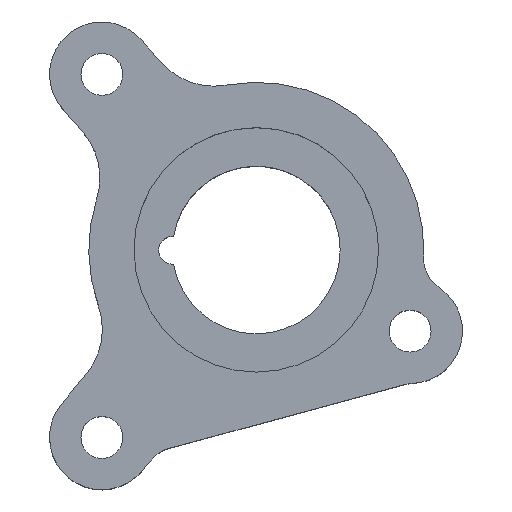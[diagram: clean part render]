
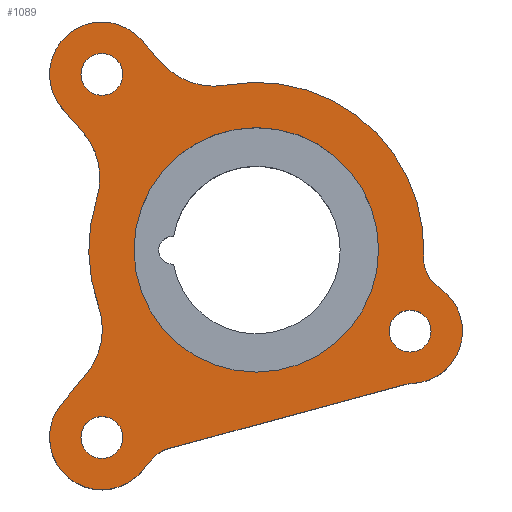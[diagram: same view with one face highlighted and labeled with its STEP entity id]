
A CAD part, top view. The second image highlights one B-rep face of the part: STEP entity #1089.
In plain terms, the highlighted planar face has unit normal (0, 0, 1).
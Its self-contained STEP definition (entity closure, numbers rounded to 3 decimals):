
#45=CARTESIAN_POINT('',(-12.519,-28.456,0.0));
#46=VERTEX_POINT('',#45);
#47=CARTESIAN_POINT('',(21.198,-19.3,0.0));
#48=VERTEX_POINT('',#47);
#49=CARTESIAN_POINT('',(-12.519,-28.456,0.0));
#50=DIRECTION('',(0.965,0.262,0.0));
#51=VECTOR('',#50,1.0);
#52=LINE('',#49,#51);
#53=EDGE_CURVE('',#46,#48,#52,.T.);
#287=CARTESIAN_POINT('',(-15.069,-30.103,0.0));
#288=VERTEX_POINT('',#287);
#295=CARTESIAN_POINT('',(-16.326,-31.629,0.0));
#296=VERTEX_POINT('',#295);
#297=CARTESIAN_POINT('',(-16.326,-31.629,0.0));
#298=DIRECTION('',(0.636,0.772,0.0));
#299=VECTOR('',#298,1.);
#300=LINE('',#297,#299);
#301=EDGE_CURVE('',#296,#288,#300,.T.);
#545=CARTESIAN_POINT('',(23.978,-1.024,0.0));
#546=VERTEX_POINT('',#545);
#547=CARTESIAN_POINT('',(26.198,-5.396,0.0));
#548=VERTEX_POINT('',#547);
#549=CARTESIAN_POINT('',(28.974,-1.238,0.0));
#550=DIRECTION('',(0.0,0.0,1.0));
#551=DIRECTION('',(-0.999,0.043,0.0));
#552=AXIS2_PLACEMENT_3D('',#549,#550,#551);
#553=CIRCLE('',#552,5.);
#554=EDGE_CURVE('',#546,#548,#553,.T.);
#589=CARTESIAN_POINT('',(22.318,-19.129,0.0));
#590=VERTEX_POINT('',#589);
#605=CARTESIAN_POINT('',(22.034,-11.635,0.));
#606=DIRECTION('',(0.0,0.0,1.0));
#607=DIRECTION('',(0.038,-0.999,0.0));
#608=AXIS2_PLACEMENT_3D('',#605,#606,#607);
#609=CIRCLE('',#608,7.5);
#610=EDGE_CURVE('',#590,#548,#609,.T.);
#620=CARTESIAN_POINT('',(-27.906,-22.095,0.0));
#621=VERTEX_POINT('',#620);
#622=CARTESIAN_POINT('',(-22.116,-26.862,0.0));
#623=DIRECTION('',(0.0,0.0,1.));
#624=DIRECTION('',(-0.772,0.636,0.0));
#625=AXIS2_PLACEMENT_3D('',#622,#623,#624);
#626=CIRCLE('',#625,7.5);
#627=EDGE_CURVE('',#621,#296,#626,.T.);
#653=CARTESIAN_POINT('',(-24.318,-17.737,0.0));
#654=VERTEX_POINT('',#653);
#655=CARTESIAN_POINT('',(-27.906,-22.095,0.0));
#656=DIRECTION('',(0.636,0.772,0.0));
#657=VECTOR('',#656,1.);
#658=LINE('',#655,#657);
#659=EDGE_CURVE('',#621,#654,#658,.T.);
#684=CARTESIAN_POINT('',(-22.615,-8.034,0.0));
#685=VERTEX_POINT('',#684);
#686=CARTESIAN_POINT('',(-32.039,-11.381,0.0));
#687=DIRECTION('',(0.0,0.0,1.0));
#688=DIRECTION('',(0.772,-0.636,0.0));
#689=AXIS2_PLACEMENT_3D('',#686,#687,#688);
#690=CIRCLE('',#689,10.);
#691=EDGE_CURVE('',#654,#685,#690,.T.);
#717=CARTESIAN_POINT('',(-22.866,7.29,0.0));
#718=VERTEX_POINT('',#717);
#719=CARTESIAN_POINT('',(0.,0.,0.0));
#720=DIRECTION('',(0.0,0.0,1.0));
#721=DIRECTION('',(-0.953,0.304,0.0));
#722=AXIS2_PLACEMENT_3D('',#719,#720,#721);
#723=CIRCLE('',#722,24.);
#724=EDGE_CURVE('',#718,#685,#723,.T.);
#750=CARTESIAN_POINT('',(-24.885,16.933,0.0));
#751=VERTEX_POINT('',#750);
#752=CARTESIAN_POINT('',(-32.394,10.328,0.0));
#753=DIRECTION('',(0.0,0.0,1.0));
#754=DIRECTION('',(0.953,-0.304,0.0));
#755=AXIS2_PLACEMENT_3D('',#752,#753,#754);
#756=CIRCLE('',#755,10.);
#757=EDGE_CURVE('',#718,#751,#756,.T.);
#783=CARTESIAN_POINT('',(-27.747,20.186,0.0));
#784=VERTEX_POINT('',#783);
#785=CARTESIAN_POINT('',(-24.885,16.933,0.0));
#786=DIRECTION('',(-0.661,0.751,0.0));
#787=VECTOR('',#786,1.);
#788=LINE('',#785,#787);
#789=EDGE_CURVE('',#751,#784,#788,.T.);
#814=CARTESIAN_POINT('',(-16.485,30.094,0.0));
#815=VERTEX_POINT('',#814);
#816=CARTESIAN_POINT('',(-22.116,25.14,0.0));
#817=DIRECTION('',(0.0,0.0,1.0));
#818=DIRECTION('',(0.751,0.661,0.0));
#819=AXIS2_PLACEMENT_3D('',#816,#817,#818);
#820=CIRCLE('',#819,7.5);
#821=EDGE_CURVE('',#815,#784,#820,.T.);
#847=CARTESIAN_POINT('',(-13.623,26.84,0.0));
#848=VERTEX_POINT('',#847);
#849=CARTESIAN_POINT('',(-13.623,26.84,0.0));
#850=DIRECTION('',(-0.661,0.751,0.0));
#851=VECTOR('',#850,1.);
#852=LINE('',#849,#851);
#853=EDGE_CURVE('',#848,#815,#852,.T.);
#878=CARTESIAN_POINT('',(-4.316,23.609,0.0));
#879=VERTEX_POINT('',#878);
#880=CARTESIAN_POINT('',(-6.115,33.446,0.0));
#881=DIRECTION('',(0.0,0.0,1.));
#882=DIRECTION('',(-0.751,-0.661,0.0));
#883=AXIS2_PLACEMENT_3D('',#880,#881,#882);
#884=CIRCLE('',#883,10.);
#885=EDGE_CURVE('',#848,#879,#884,.T.);
#911=CARTESIAN_POINT('',(0.,0.,0.0));
#912=DIRECTION('',(0.0,0.0,1.0));
#913=DIRECTION('',(0.999,-0.043,0.0));
#914=AXIS2_PLACEMENT_3D('',#911,#912,#913);
#915=CIRCLE('',#914,24.);
#916=EDGE_CURVE('',#546,#879,#915,.T.);
#1010=CARTESIAN_POINT('',(-32.573,-37.712,0.0));
#1011=DIRECTION('',(0.0,0.0,1.0));
#1012=DIRECTION('',(1.0,0.0,0.0));
#1013=AXIS2_PLACEMENT_3D('',#1010,#1011,#1012);
#1014=PLANE('',#1013);
#1015=CARTESIAN_POINT('',(22.508,-24.126,0.));
#1016=DIRECTION('',(0.0,0.0,1.0));
#1017=DIRECTION('',(-0.038,0.999,0.0));
#1018=AXIS2_PLACEMENT_3D('',#1015,#1016,#1017);
#1019=CIRCLE('',#1018,5.);
#1020=EDGE_CURVE('',#590,#48,#1019,.T.);
#1021=ORIENTED_EDGE('',*,*,#1020,.F.);
#1022=ORIENTED_EDGE('',*,*,#610,.T.);
#1023=ORIENTED_EDGE('',*,*,#554,.F.);
#1024=ORIENTED_EDGE('',*,*,#916,.T.);
#1025=ORIENTED_EDGE('',*,*,#885,.F.);
#1026=ORIENTED_EDGE('',*,*,#853,.T.);
#1027=ORIENTED_EDGE('',*,*,#821,.T.);
#1028=ORIENTED_EDGE('',*,*,#789,.F.);
#1029=ORIENTED_EDGE('',*,*,#757,.F.);
#1030=ORIENTED_EDGE('',*,*,#724,.T.);
#1031=ORIENTED_EDGE('',*,*,#691,.F.);
#1032=ORIENTED_EDGE('',*,*,#659,.F.);
#1033=ORIENTED_EDGE('',*,*,#627,.T.);
#1034=ORIENTED_EDGE('',*,*,#301,.T.);
#1035=CARTESIAN_POINT('',(-11.209,-33.281,0.0));
#1036=DIRECTION('',(0.0,0.0,1.0));
#1037=DIRECTION('',(-0.262,0.965,0.0));
#1038=AXIS2_PLACEMENT_3D('',#1035,#1036,#1037);
#1039=CIRCLE('',#1038,5.);
#1040=EDGE_CURVE('',#46,#288,#1039,.T.);
#1041=ORIENTED_EDGE('',*,*,#1040,.F.);
#1042=ORIENTED_EDGE('',*,*,#53,.T.);
#1043=EDGE_LOOP('',(#1021,#1022,#1023,#1024,#1025,#1026,#1027,#1028,#1029,#1030,#1031,#1032,#1033,#1034,#1041,#1042));
#1044=FACE_OUTER_BOUND('',#1043,.T.);
#1045=CARTESIAN_POINT('',(25.034,-11.635,0.));
#1046=VERTEX_POINT('',#1045);
#1047=CARTESIAN_POINT('',(22.034,-11.635,0.));
#1048=DIRECTION('',(0.0,0.0,1.0));
#1049=DIRECTION('',(1.0,0.0,0.0));
#1050=AXIS2_PLACEMENT_3D('',#1047,#1048,#1049);
#1051=CIRCLE('',#1050,3.);
#1052=EDGE_CURVE('',#1046,#1046,#1051,.T.);
#1053=ORIENTED_EDGE('',*,*,#1052,.F.);
#1054=EDGE_LOOP('',(#1053));
#1055=FACE_BOUND('',#1054,.T.);
#1056=CARTESIAN_POINT('',(-19.116,-26.862,0.));
#1057=VERTEX_POINT('',#1056);
#1058=CARTESIAN_POINT('',(-22.116,-26.862,0.));
#1059=DIRECTION('',(0.0,0.0,1.0));
#1060=DIRECTION('',(1.0,0.0,0.0));
#1061=AXIS2_PLACEMENT_3D('',#1058,#1059,#1060);
#1062=CIRCLE('',#1061,3.);
#1063=EDGE_CURVE('',#1057,#1057,#1062,.T.);
#1064=ORIENTED_EDGE('',*,*,#1063,.F.);
#1065=EDGE_LOOP('',(#1064));
#1066=FACE_BOUND('',#1065,.T.);
#1067=CARTESIAN_POINT('',(-19.116,25.14,0.));
#1068=VERTEX_POINT('',#1067);
#1069=CARTESIAN_POINT('',(-22.116,25.14,0.));
#1070=DIRECTION('',(0.0,0.0,1.0));
#1071=DIRECTION('',(1.0,0.0,0.0));
#1072=AXIS2_PLACEMENT_3D('',#1069,#1070,#1071);
#1073=CIRCLE('',#1072,3.);
#1074=EDGE_CURVE('',#1068,#1068,#1073,.T.);
#1075=ORIENTED_EDGE('',*,*,#1074,.F.);
#1076=EDGE_LOOP('',(#1075));
#1077=FACE_BOUND('',#1076,.T.);
#1078=CARTESIAN_POINT('',(17.512,0.0,0.0));
#1079=VERTEX_POINT('',#1078);
#1080=CARTESIAN_POINT('',(0.,0.,0.0));
#1081=DIRECTION('',(0.0,0.0,1.0));
#1082=DIRECTION('',(1.0,0.0,0.0));
#1083=AXIS2_PLACEMENT_3D('',#1080,#1081,#1082);
#1084=CIRCLE('',#1083,17.512);
#1085=EDGE_CURVE('',#1079,#1079,#1084,.T.);
#1086=ORIENTED_EDGE('',*,*,#1085,.F.);
#1087=EDGE_LOOP('',(#1086));
#1088=FACE_BOUND('',#1087,.T.);
#1089=ADVANCED_FACE('',(#1044,#1055,#1066,#1077,#1088),#1014,.T.);
